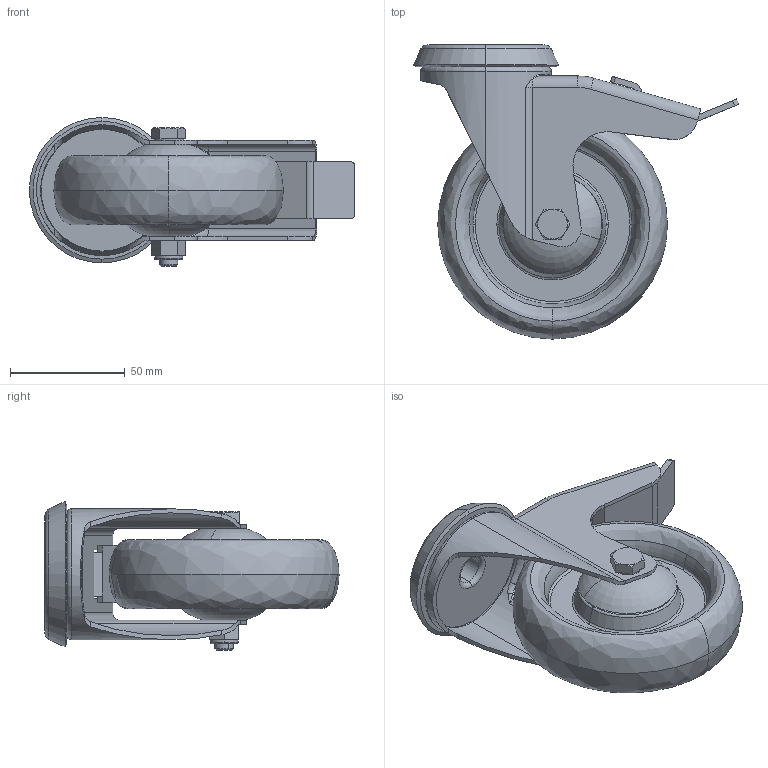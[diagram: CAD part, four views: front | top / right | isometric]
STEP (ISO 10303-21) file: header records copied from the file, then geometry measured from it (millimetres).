
FILE_DESCRIPTION (( 'STEP AP214' ), '1' );
FILE_NAME ('0030133.step', '2021-05-21T10:36:01', ( 'Windows-Benutzer' ), ( '' ), 'SwSTEP 2.0', 'SolidWorks 2020', '' );
FILE_SCHEMA (( 'AUTOMOTIVE_DESIGN' ));
Length unit declared in the file: millimetre
Products named in the file (1): 0030133
Bounding box: 141.64 x 128 x 64.84 mm (x, y, z)
Volume: 203197.7 mm3; surface area: 94724.3 mm2
Topology: 7 solids, 7 shells, 285 faces, 656 edges, 396 vertices
Faces by surface type: plane 86, torus 74, cylinder 71, cone 38, bspline 16
Entity records: 11793 total; most frequent: CARTESIAN_POINT 2016, DIRECTION 1486, ORIENTED_EDGE 1304, EDGE_CURVE 652, AXIS2_PLACEMENT_3D 622, VERTEX_POINT 396, CIRCLE 352, EDGE_LOOP 318
